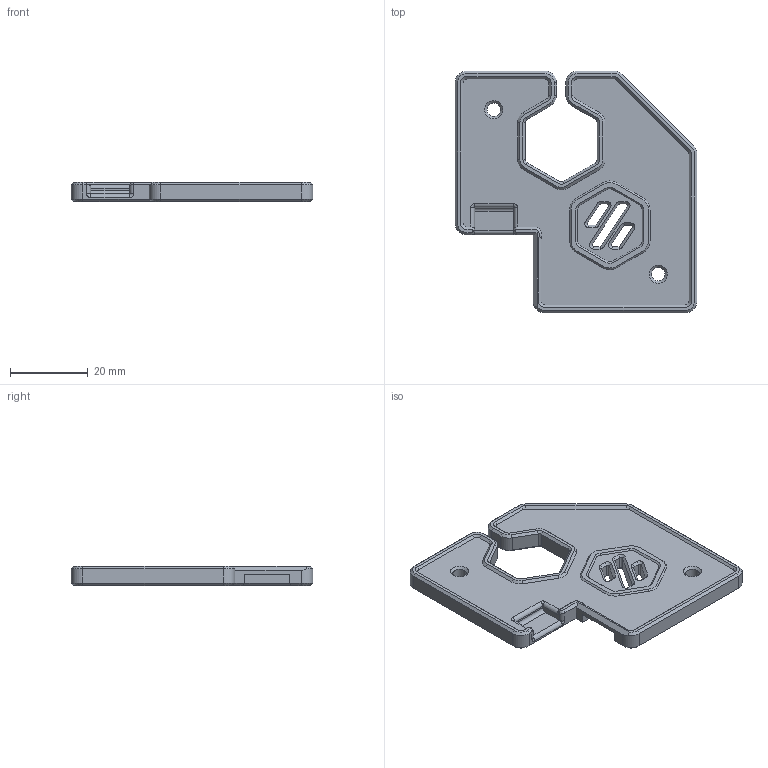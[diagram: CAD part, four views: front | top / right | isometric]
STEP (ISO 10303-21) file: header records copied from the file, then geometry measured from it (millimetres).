
FILE_DESCRIPTION(/* description */ ('STEP AP242','CAx-IF Rec.Pracs.---Representation and Presentation of Product Manufacturing Information (PMI)---4.0---2014-10-13','CAx-IF Rec.Pracs.---3D Tessellated Geometry---0.4---2014-09-14','2;1'),/* implementation_level */ '2;1');
FILE_NAME(/* name */ '63d9271a1251f90eae1a3ce5',/* time_stamp */ '2023-01-31T14:35:07+00:00',/* author */ (''),/* organization */ (''),/* preprocessor_version */ 'ST-DEVELOPER v18.102',/* originating_system */ ' ',/* authorisation */ ' ');
FILE_SCHEMA (('AP242_MANAGED_MODEL_BASED_3D_ENGINEERING_MIM_LF { 1 0 10303 442 1 1 4 }'));
Length unit declared in the file: metre
Products named in the file (1): voron2.2_assembly_Z Drive Belt Cover A v12
Bounding box: 62 x 62 x 5 mm (x, y, z)
Volume: 11814.3 mm3; surface area: 7532.5 mm2
Topology: 1 solids, 1 shells, 268 faces, 664 edges, 394 vertices
Faces by surface type: plane 135, cone 87, cylinder 40, torus 6
Full cylindrical faces by diameter (mm): 3.5 x2
Entity records: 7797 total; most frequent: CARTESIAN_POINT 1459, DIRECTION 1328, ORIENTED_EDGE 1304, EDGE_CURVE 652, AXIS2_PLACEMENT_3D 452, LINE 424, VECTOR 424, VERTEX_POINT 394
